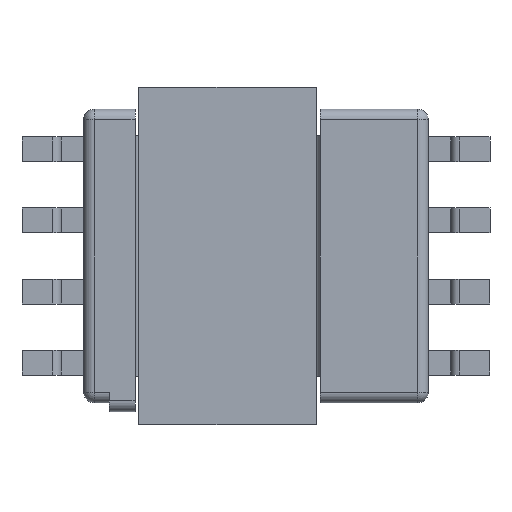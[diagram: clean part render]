
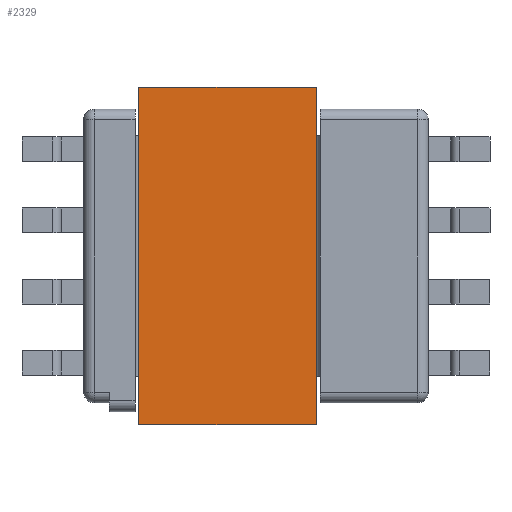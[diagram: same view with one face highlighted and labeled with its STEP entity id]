
A CAD part, front view. The second image highlights one B-rep face of the part: STEP entity #2329.
In plain terms, the highlighted face is planar.
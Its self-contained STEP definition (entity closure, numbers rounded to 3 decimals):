
#80 = EDGE_LOOP ( 'NONE', ( #1725, #2137, #4230, #4560 ) ) ;
#677 = EDGE_CURVE ( 'NONE', #9597, #9952, #8805, .T. ) ;
#983 = CARTESIAN_POINT ( 'NONE',  ( 0., 0., 0. ) ) ;
#1177 = VECTOR ( 'NONE', #8422, 1000. ) ;
#1238 = LINE ( 'NONE', #7480, #5130 ) ;
#1479 = CARTESIAN_POINT ( 'NONE',  ( 0., 0., -5. ) ) ;
#1725 = ORIENTED_EDGE ( 'NONE', *, *, #9179, .F. ) ;
#1811 = VECTOR ( 'NONE', #4430, 1000. ) ;
#2056 = LINE ( 'NONE', #2096, #1811 ) ;
#2096 = CARTESIAN_POINT ( 'NONE',  ( 0., 0., 0. ) ) ;
#2137 = ORIENTED_EDGE ( 'NONE', *, *, #2953, .F. ) ;
#2257 = CARTESIAN_POINT ( 'NONE',  ( 0., -9.5, 0. ) ) ;
#2329 = ADVANCED_FACE ( 'NONE', ( #5387 ), #3917, .T. ) ;
#2347 = CARTESIAN_POINT ( 'NONE',  ( 0., 0., -5. ) ) ;
#2751 = VERTEX_POINT ( 'NONE', #983 ) ;
#2953 = EDGE_CURVE ( 'NONE', #7555, #2751, #1238, .T. ) ;
#3015 = VECTOR ( 'NONE', #7539, 1000. ) ;
#3323 = DIRECTION ( 'NONE',  ( -1., 0., 0. ) ) ;
#3917 = PLANE ( 'NONE',  #6234 ) ;
#4177 = DIRECTION ( 'NONE',  ( 0., 0., 1. ) ) ;
#4230 = ORIENTED_EDGE ( 'NONE', *, *, #5924, .T. ) ;
#4430 = DIRECTION ( 'NONE',  ( 0., -1., 0. ) ) ;
#4560 = ORIENTED_EDGE ( 'NONE', *, *, #677, .T. ) ;
#5130 = VECTOR ( 'NONE', #4177, 1000. ) ;
#5387 = FACE_OUTER_BOUND ( 'NONE', #80, .T. ) ;
#5924 = EDGE_CURVE ( 'NONE', #7555, #9597, #7581, .T. ) ;
#6234 = AXIS2_PLACEMENT_3D ( 'NONE', #1479, #3323, #9294 ) ;
#6340 = CARTESIAN_POINT ( 'NONE',  ( 0., 0., -5. ) ) ;
#7480 = CARTESIAN_POINT ( 'NONE',  ( 0., 0., -5. ) ) ;
#7484 = CARTESIAN_POINT ( 'NONE',  ( 0., -9.5, -5. ) ) ;
#7539 = DIRECTION ( 'NONE',  ( 0., 0., 1. ) ) ;
#7555 = VERTEX_POINT ( 'NONE', #6340 ) ;
#7581 = LINE ( 'NONE', #2347, #1177 ) ;
#8422 = DIRECTION ( 'NONE',  ( 0., -1., 0. ) ) ;
#8573 = CARTESIAN_POINT ( 'NONE',  ( 0., -9.5, -5. ) ) ;
#8805 = LINE ( 'NONE', #7484, #3015 ) ;
#9179 = EDGE_CURVE ( 'NONE', #2751, #9952, #2056, .T. ) ;
#9294 = DIRECTION ( 'NONE',  ( 0., -1., 0. ) ) ;
#9597 = VERTEX_POINT ( 'NONE', #8573 ) ;
#9952 = VERTEX_POINT ( 'NONE', #2257 ) ;
